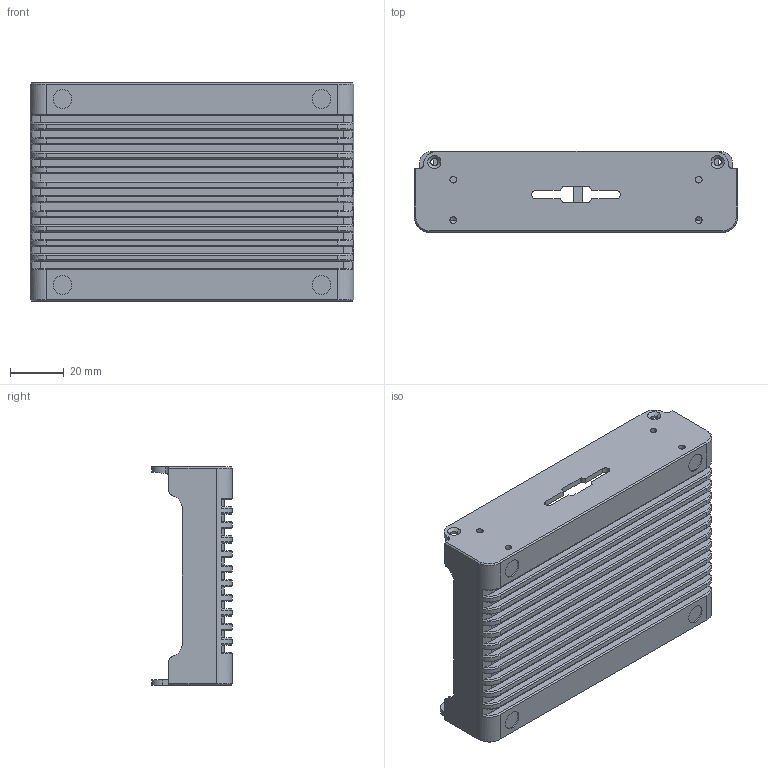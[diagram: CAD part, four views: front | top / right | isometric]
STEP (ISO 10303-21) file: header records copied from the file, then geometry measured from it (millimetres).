
FILE_DESCRIPTION (( 'STEP AP203' ), '1' );
FILE_NAME ('狟褲.STEP', '2023-09-15T08:42:03', ( '' ), ( '' ), 'SwSTEP 2.0', 'SolidWorks 2022', '' );
FILE_SCHEMA (( 'CONFIG_CONTROL_DESIGN' ));
Length unit declared in the file: millimetre
Products named in the file (1): 下壳
Bounding box: 120 x 30 x 81 mm (x, y, z)
Volume: 44095.8 mm3; surface area: 43181.1 mm2
Topology: 1 solids, 1 shells, 394 faces, 1074 edges, 672 vertices
Faces by surface type: plane 169, cylinder 131, cone 84, bspline 10
Entity records: 13292 total; most frequent: CARTESIAN_POINT 3162, ORIENTED_EDGE 2124, DIRECTION 2116, EDGE_CURVE 1062, AXIS2_PLACEMENT_3D 759, VERTEX_POINT 672, LINE 598, VECTOR 598
